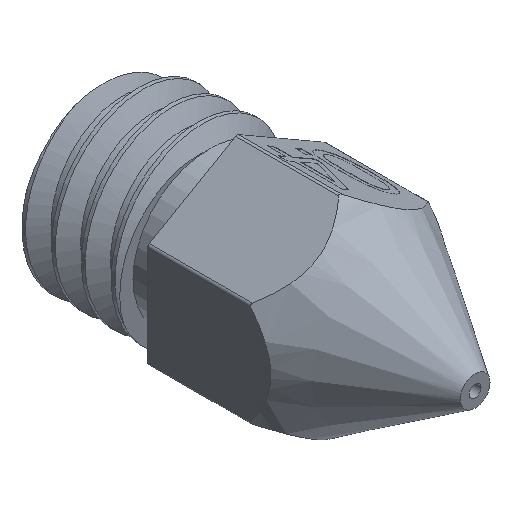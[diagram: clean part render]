
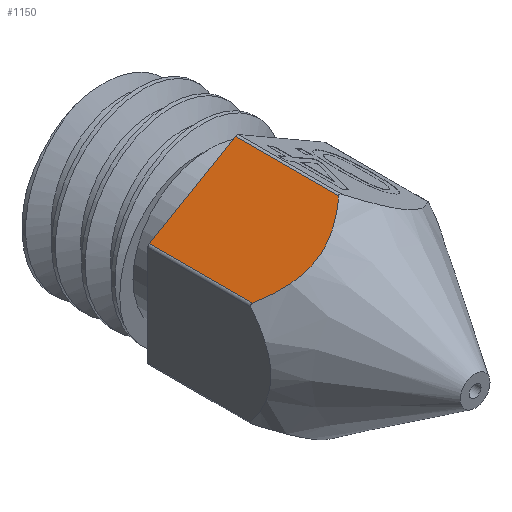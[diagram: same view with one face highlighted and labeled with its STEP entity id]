
A CAD part, isometric view. The second image highlights one B-rep face of the part: STEP entity #1150.
In plain terms, the highlighted planar face has unit normal (-0.5, 0, 0.866).
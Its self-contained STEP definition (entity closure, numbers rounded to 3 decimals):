
#44=PLANE('',#1259);
#132=FACE_OUTER_BOUND('',#204,.T.);
#204=EDGE_LOOP('',(#902,#903,#904,#905));
#289=(
BOUNDED_CURVE()
B_SPLINE_CURVE(2,(#2004,#2005,#2006),.UNSPECIFIED.,.F.,.F.)
B_SPLINE_CURVE_WITH_KNOTS((3,3),(0.427,1.088),
 .UNSPECIFIED.)
CURVE()
GEOMETRIC_REPRESENTATION_ITEM()
RATIONAL_B_SPLINE_CURVE((1.449,1.659,1.449))
REPRESENTATION_ITEM('')
);
#324=LINE('',#2216,#419);
#335=LINE('',#2246,#430);
#336=LINE('',#2247,#431);
#419=VECTOR('',#1396,1000.);
#430=VECTOR('',#1429,1000.);
#431=VECTOR('',#1430,1000.);
#526=VERTEX_POINT('',#1988);
#527=VERTEX_POINT('',#2003);
#550=VERTEX_POINT('',#2214);
#551=VERTEX_POINT('',#2215);
#652=EDGE_CURVE('',#527,#526,#289,.T.);
#679=EDGE_CURVE('',#550,#551,#324,.T.);
#696=EDGE_CURVE('',#526,#550,#335,.T.);
#697=EDGE_CURVE('',#551,#527,#336,.T.);
#902=ORIENTED_EDGE('',*,*,#652,.T.);
#903=ORIENTED_EDGE('',*,*,#696,.T.);
#904=ORIENTED_EDGE('',*,*,#679,.T.);
#905=ORIENTED_EDGE('',*,*,#697,.T.);
#1150=ADVANCED_FACE('',(#132),#44,.F.);
#1259=AXIS2_PLACEMENT_3D('',#2245,#1427,#1428);
#1396=DIRECTION('',(-0.866,0.,-0.5));
#1427=DIRECTION('center_axis',(0.5,0.,-0.866));
#1428=DIRECTION('ref_axis',(0.866,0.,0.5));
#1429=DIRECTION('',(0.,1.,0.));
#1430=DIRECTION('',(0.,-1.,0.));
#1988=CARTESIAN_POINT('',(-0.05,-1.964,3.435));
#2003=CARTESIAN_POINT('',(-2.95,-1.964,1.761));
#2004=CARTESIAN_POINT('Ctrl Pts',(-2.95,-1.964,1.761));
#2005=CARTESIAN_POINT('Ctrl Pts',(-1.5,-3.225,2.598));
#2006=CARTESIAN_POINT('Ctrl Pts',(-0.05,-1.964,
3.435));
#2214=CARTESIAN_POINT('',(-0.05,1.5,3.435));
#2215=CARTESIAN_POINT('',(-2.95,1.5,1.761));
#2216=CARTESIAN_POINT('',(0.375,1.5,3.681));
#2245=CARTESIAN_POINT('Origin',(-1.5,-6.5,2.598));
#2246=CARTESIAN_POINT('',(-0.05,-6.5,3.435));
#2247=CARTESIAN_POINT('',(-2.95,-6.5,1.761));
